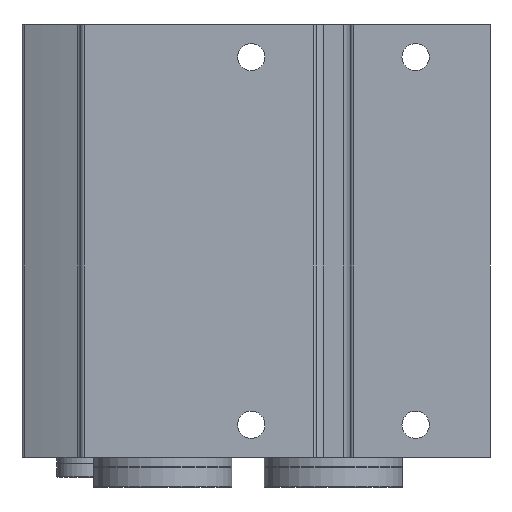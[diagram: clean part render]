
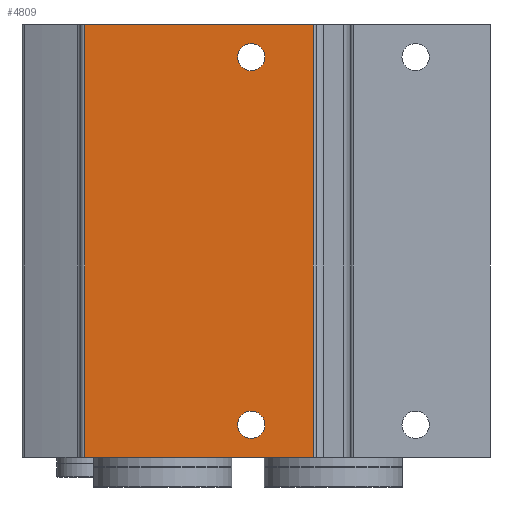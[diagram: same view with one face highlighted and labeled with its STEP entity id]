
A CAD part, front view. The second image highlights one B-rep face of the part: STEP entity #4809.
In plain terms, the highlighted planar face has unit normal (0, -1, 0).
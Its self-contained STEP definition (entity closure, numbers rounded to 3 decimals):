
#147=PLANE('',#5216);
#322=CIRCLE('',#5217,3.15);
#323=CIRCLE('',#5218,3.15);
#642=ORIENTED_EDGE('',*,*,#1922,.F.);
#643=ORIENTED_EDGE('',*,*,#1923,.F.);
#644=ORIENTED_EDGE('',*,*,#1924,.F.);
#645=ORIENTED_EDGE('',*,*,#1921,.F.);
#646=ORIENTED_EDGE('',*,*,#1925,.T.);
#647=ORIENTED_EDGE('',*,*,#1926,.T.);
#1921=EDGE_CURVE('',#2558,#2557,#3025,.T.);
#1922=EDGE_CURVE('',#2559,#2559,#322,.T.);
#1923=EDGE_CURVE('',#2560,#2560,#323,.T.);
#1924=EDGE_CURVE('',#2557,#2561,#3026,.T.);
#1925=EDGE_CURVE('',#2558,#2562,#3027,.T.);
#1926=EDGE_CURVE('',#2562,#2561,#3028,.T.);
#2557=VERTEX_POINT('',#7507);
#2558=VERTEX_POINT('',#7509);
#2559=VERTEX_POINT('',#7513);
#2560=VERTEX_POINT('',#7515);
#2561=VERTEX_POINT('',#7517);
#2562=VERTEX_POINT('',#7519);
#3025=LINE('',#7510,#3376);
#3026=LINE('',#7516,#3377);
#3027=LINE('',#7518,#3378);
#3028=LINE('',#7520,#3379);
#3376=VECTOR('',#5858,1000.);
#3377=VECTOR('',#5865,1000.);
#3378=VECTOR('',#5866,1000.);
#3379=VECTOR('',#5867,1000.);
#3731=EDGE_LOOP('',(#642));
#3732=EDGE_LOOP('',(#643));
#3733=EDGE_LOOP('',(#644,#645,#646,#647));
#4220=FACE_BOUND('',#3731,.T.);
#4221=FACE_BOUND('',#3732,.T.);
#4222=FACE_BOUND('',#3733,.T.);
#4809=ADVANCED_FACE('',(#4220,#4221,#4222),#147,.T.);
#5216=AXIS2_PLACEMENT_3D('',#7511,#5859,#5860);
#5217=AXIS2_PLACEMENT_3D('',#7512,#5861,#5862);
#5218=AXIS2_PLACEMENT_3D('',#7514,#5863,#5864);
#5858=DIRECTION('',(0.,0.,1.));
#5859=DIRECTION('',(0.,-1.,0.));
#5860=DIRECTION('',(0.,0.,-1.));
#5861=DIRECTION('',(0.,-1.,0.));
#5862=DIRECTION('',(0.,0.,-1.));
#5863=DIRECTION('',(0.,-1.,0.));
#5864=DIRECTION('',(0.,0.,-1.));
#5865=DIRECTION('',(1.,0.,0.));
#5866=DIRECTION('',(1.,0.,0.));
#5867=DIRECTION('',(0.,0.,1.));
#7507=CARTESIAN_POINT('',(-57.5,0.,0.));
#7509=CARTESIAN_POINT('',(-57.5,0.,-100.));
#7510=CARTESIAN_POINT('',(-57.5,0.,-100.));
#7511=CARTESIAN_POINT('',(-57.5,0.,-100.));
#7512=CARTESIAN_POINT('',(-19.,0.,-92.5));
#7513=CARTESIAN_POINT('',(-19.,0.,-95.65));
#7514=CARTESIAN_POINT('',(-19.,0.,-7.5));
#7515=CARTESIAN_POINT('',(-19.,0.,-10.65));
#7516=CARTESIAN_POINT('',(-57.5,0.,0.));
#7517=CARTESIAN_POINT('',(-4.7,0.,0.));
#7518=CARTESIAN_POINT('',(-57.5,0.,-100.));
#7519=CARTESIAN_POINT('',(-4.7,0.,-100.));
#7520=CARTESIAN_POINT('',(-4.7,0.,-100.));
